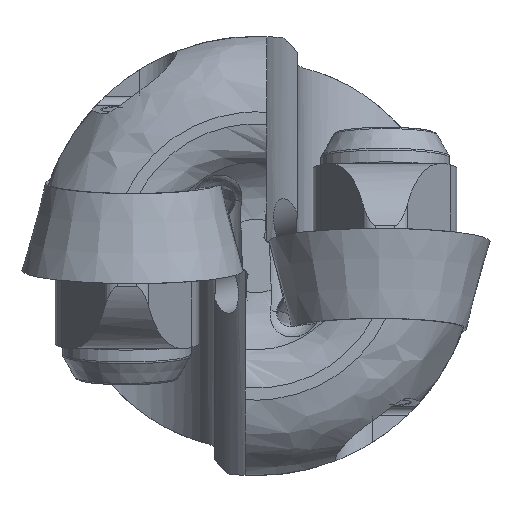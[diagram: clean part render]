
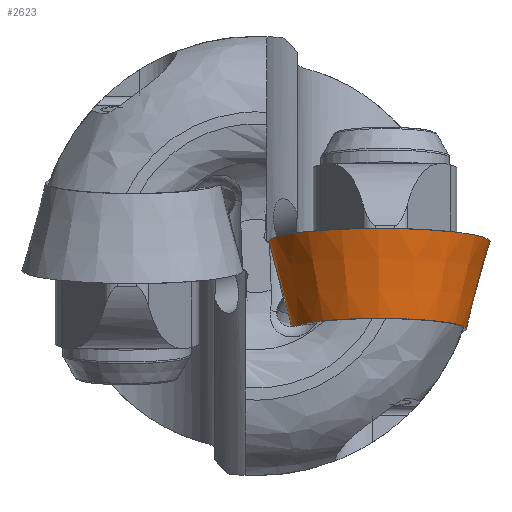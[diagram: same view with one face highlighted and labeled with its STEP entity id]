
A CAD part, left-side view. The second image highlights one B-rep face of the part: STEP entity #2623.
In plain terms, the highlighted conical face has half-angle 15 degrees and reference radius 6 mm.
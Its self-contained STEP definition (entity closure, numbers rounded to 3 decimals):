
#1213=CONICAL_SURFACE('',#19995,6.,15.);
#2623=ADVANCED_FACE('',(#4075,#4076),#1213,.T.);
#4075=FACE_BOUND('',#4459,.T.);
#4076=FACE_BOUND('',#4460,.T.);
#4459=EDGE_LOOP('',(#8783));
#4460=EDGE_LOOP('',(#8784));
#8783=ORIENTED_EDGE('',*,*,#16062,.T.);
#8784=ORIENTED_EDGE('',*,*,#16063,.F.);
#14145=VERTEX_POINT('',#28533);
#14146=VERTEX_POINT('',#28535);
#16062=EDGE_CURVE('',#14145,#14145,#18709,.T.);
#16063=EDGE_CURVE('',#14146,#14146,#18710,.T.);
#18709=CIRCLE('',#19993,4.725);
#18710=CIRCLE('',#19994,6.);
#19993=AXIS2_PLACEMENT_3D('',#28532,#22156,#22157);
#19994=AXIS2_PLACEMENT_3D('',#28534,#22158,#22159);
#19995=AXIS2_PLACEMENT_3D('',#28536,#22160,#22161);
#22156=DIRECTION('',(0.122,0.,0.993));
#22157=DIRECTION('',(0.993,0.,-0.122));
#22158=DIRECTION('',(0.122,0.,0.993));
#22159=DIRECTION('',(0.993,0.,-0.122));
#22160=DIRECTION('',(0.122,0.,0.993));
#22161=DIRECTION('',(0.993,0.,-0.122));
#28532=CARTESIAN_POINT('',(5.375,-6.677,-3.956));
#28533=CARTESIAN_POINT('',(10.065,-6.677,-4.532));
#28534=CARTESIAN_POINT('',(5.955,-6.677,0.769));
#28535=CARTESIAN_POINT('',(11.911,-6.677,0.038));
#28536=CARTESIAN_POINT('',(5.955,-6.677,0.769));
